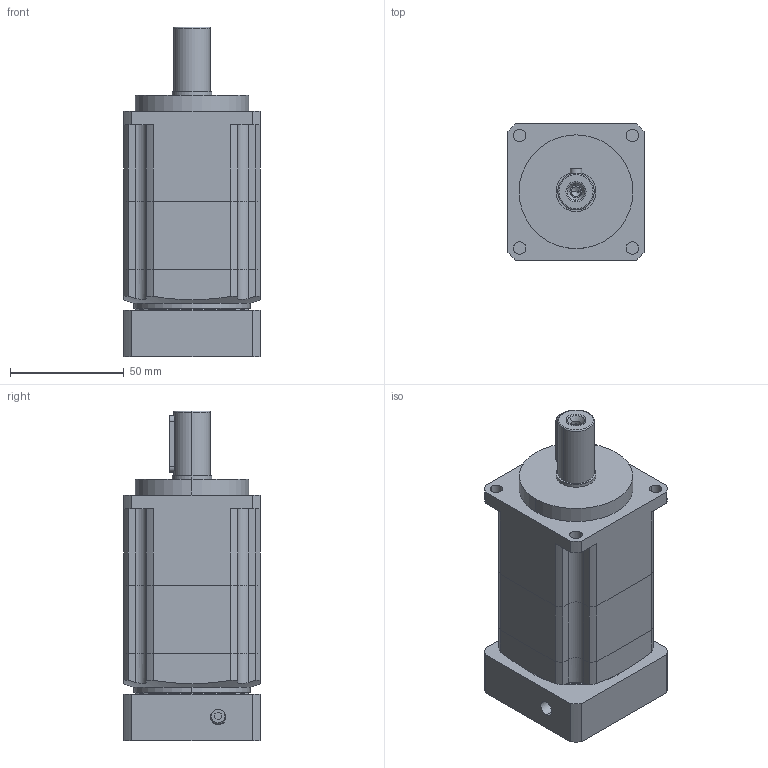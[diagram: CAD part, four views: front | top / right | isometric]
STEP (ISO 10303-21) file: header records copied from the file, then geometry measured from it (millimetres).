
FILE_DESCRIPTION (( 'STEP AP203' ), '1' );
FILE_NAME ('GPB060-L2-(14-50-70-M5).STEP', '2022-05-25T01:45:35', ( '微软用户' ), ( '微软中国' ), 'SwSTEP 2.0', 'SolidWorks 2018', '' );
FILE_SCHEMA (( 'CONFIG_CONTROL_DESIGN' ));
Length unit declared in the file: millimetre
Products named in the file (1): GPB060-L2-(14-50-70-M5)
Bounding box: 60 x 60 x 145 mm (x, y, z)
Volume: 341718.5 mm3; surface area: 63619.2 mm2
Topology: 6 solids, 6 shells, 314 faces, 801 edges, 515 vertices
Faces by surface type: plane 143, cylinder 137, cone 20, torus 14
Entity records: 10014 total; most frequent: CARTESIAN_POINT 2122, DIRECTION 1711, ORIENTED_EDGE 1582, EDGE_CURVE 791, AXIS2_PLACEMENT_3D 640, VERTEX_POINT 515, LINE 431, VECTOR 431
